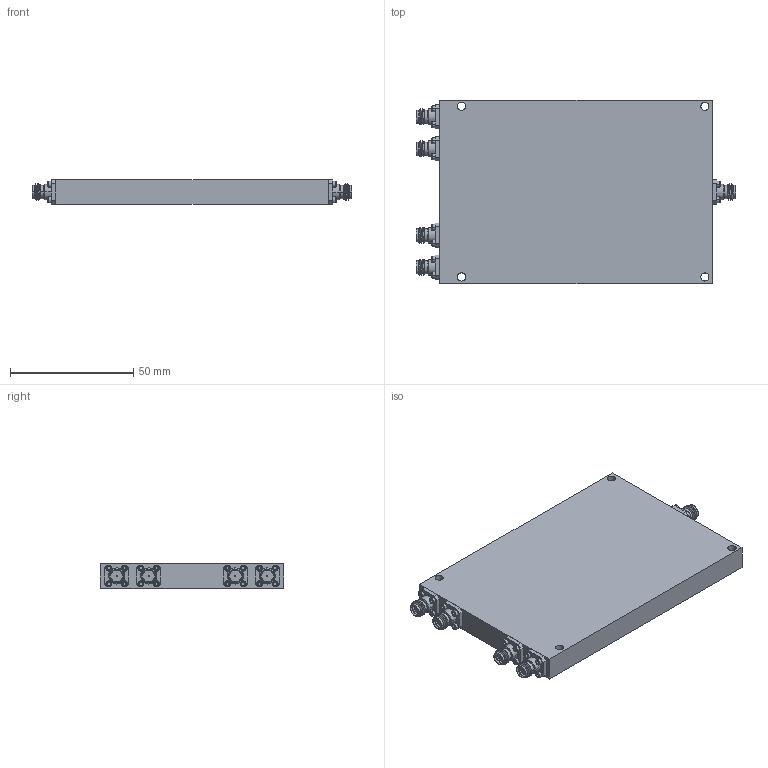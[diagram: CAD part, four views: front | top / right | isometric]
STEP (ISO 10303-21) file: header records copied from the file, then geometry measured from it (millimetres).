
FILE_DESCRIPTION (( 'STEP AP203' ), '1' );
FILE_NAME ('SCS-0134035014-KFKF-42.STEP', '2019-07-18T00:27:34', ( '' ), ( '' ), 'SwSTEP 2.0', 'SolidWorks 2016', '' );
FILE_SCHEMA (( 'CONFIG_CONTROL_DESIGN' ));
Products named in the file (1): SCS-0134035014-KFKF-42
Bounding box: 129.29 x 74.17 x 9.91 mm (x, y, z)
Volume: 82582.2 mm3; surface area: 23690.9 mm2
Topology: 26 solids, 26 shells, 1614 faces, 4121 edges, 2624 vertices
Faces by surface type: cylinder 968, cone 300, plane 286, bspline 50, torus 10
Entity records: 73696 total; most frequent: CARTESIAN_POINT 39725, ORIENTED_EDGE 8242, DIRECTION 5982, EDGE_CURVE 4121, VERTEX_POINT 2624, AXIS2_PLACEMENT_3D 2251, EDGE_LOOP 1727, ADVANCED_FACE 1614
